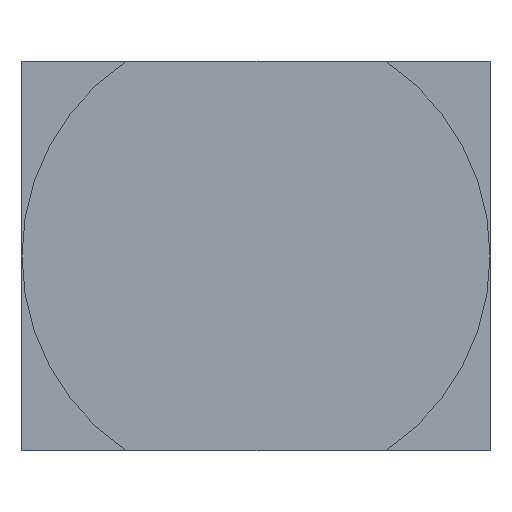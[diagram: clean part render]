
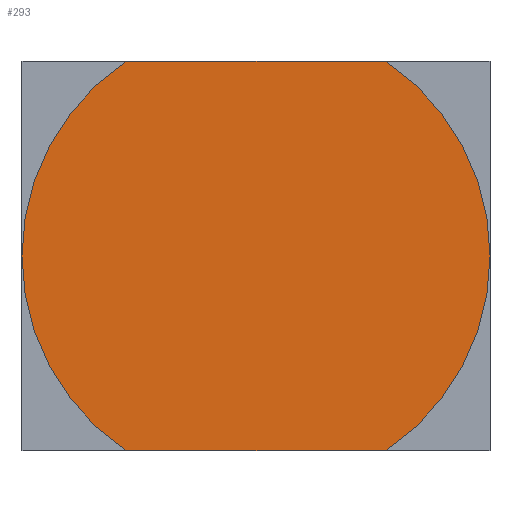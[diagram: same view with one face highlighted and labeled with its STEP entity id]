
A CAD part, left-side view. The second image highlights one B-rep face of the part: STEP entity #293.
In plain terms, the highlighted planar face has unit normal (-1, 0, 0).
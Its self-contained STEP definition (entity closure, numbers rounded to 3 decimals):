
#37=PLANE('',#346);
#54=FACE_OUTER_BOUND('',#73,.T.);
#73=EDGE_LOOP('',(#269,#270,#271,#272));
#94=LINE('',#505,#121);
#99=LINE('',#515,#126);
#121=VECTOR('',#414,10.);
#126=VECTOR('',#425,10.);
#136=CIRCLE('',#341,6.02);
#137=CIRCLE('',#344,6.02);
#158=VERTEX_POINT('',#502);
#159=VERTEX_POINT('',#504);
#160=VERTEX_POINT('',#509);
#161=VERTEX_POINT('',#513);
#190=EDGE_CURVE('',#158,#159,#94,.T.);
#194=EDGE_CURVE('',#160,#158,#136,.T.);
#196=EDGE_CURVE('',#160,#161,#99,.T.);
#198=EDGE_CURVE('',#159,#161,#137,.T.);
#269=ORIENTED_EDGE('',*,*,#194,.F.);
#270=ORIENTED_EDGE('',*,*,#196,.T.);
#271=ORIENTED_EDGE('',*,*,#198,.F.);
#272=ORIENTED_EDGE('',*,*,#190,.F.);
#293=ADVANCED_FACE('',(#54),#37,.F.);
#341=AXIS2_PLACEMENT_3D('',#511,#420,#421);
#344=AXIS2_PLACEMENT_3D('',#518,#429,#430);
#346=AXIS2_PLACEMENT_3D('',#520,#433,#434);
#414=DIRECTION('',(0.,-1.,0.));
#420=DIRECTION('center_axis',(1.,0.,0.));
#421=DIRECTION('ref_axis',(0.,0.,-1.));
#425=DIRECTION('',(0.,-1.,0.));
#429=DIRECTION('center_axis',(1.,0.,0.));
#430=DIRECTION('ref_axis',(0.,0.,-1.));
#433=DIRECTION('center_axis',(1.,0.,0.));
#434=DIRECTION('ref_axis',(0.,0.,-1.));
#502=CARTESIAN_POINT('',(0.,3.33,5.015));
#504=CARTESIAN_POINT('',(0.,-3.33,5.015));
#505=CARTESIAN_POINT('',(0.,3.33,5.015));
#509=CARTESIAN_POINT('',(0.,3.33,-5.015));
#511=CARTESIAN_POINT('Origin',(0.,0.,0.));
#513=CARTESIAN_POINT('',(0.,-3.33,-5.015));
#515=CARTESIAN_POINT('',(0.,3.33,-5.015));
#518=CARTESIAN_POINT('Origin',(0.,0.,0.));
#520=CARTESIAN_POINT('Origin',(0.,0.,0.));
